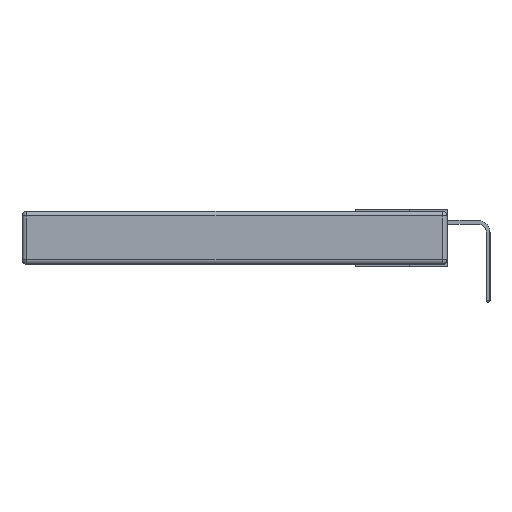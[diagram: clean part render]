
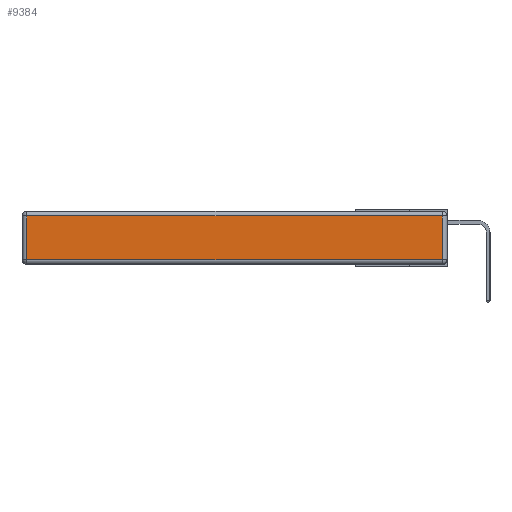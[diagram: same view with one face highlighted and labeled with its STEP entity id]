
A CAD part, left-side view. The second image highlights one B-rep face of the part: STEP entity #9384.
In plain terms, the highlighted planar face has unit normal (-1, 0, 0).
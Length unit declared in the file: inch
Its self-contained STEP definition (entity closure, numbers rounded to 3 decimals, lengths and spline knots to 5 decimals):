
#300 = VERTEX_POINT ( 'NONE', #17976 ) ;
#876 = CARTESIAN_POINT ( 'NONE',  ( 0., 2.75, -0.03 ) ) ;
#1252 = DIRECTION ( 'NONE',  ( 0., -1., 0. ) ) ;
#2471 = CARTESIAN_POINT ( 'NONE',  ( 0., 2.72, -0.343 ) ) ;
#2565 = CARTESIAN_POINT ( 'NONE',  ( 0., 0.03, -0.313 ) ) ;
#2710 = DIRECTION ( 'NONE',  ( 0., 0., 1. ) ) ;
#3280 = DIRECTION ( 'NONE',  ( 0., 1., 0. ) ) ;
#4092 = VECTOR ( 'NONE', #1252, 39.37008 ) ;
#4978 = PLANE ( 'NONE',  #5280 ) ;
#5280 = AXIS2_PLACEMENT_3D ( 'NONE', #12495, #22704, #2710 ) ;
#5721 = EDGE_CURVE ( 'NONE', #26582, #26607, #8516, .T. ) ;
#5846 = CARTESIAN_POINT ( 'NONE',  ( 0., 0., -0.313 ) ) ;
#6938 = CARTESIAN_POINT ( 'NONE',  ( 0., 0.03, -0.343 ) ) ;
#7053 = LINE ( 'NONE', #6938, #14839 ) ;
#8516 = LINE ( 'NONE', #876, #30706 ) ;
#9009 = VERTEX_POINT ( 'NONE', #2565 ) ;
#9384 = ADVANCED_FACE ( 'NONE', ( #20317 ), #4978, .T. ) ;
#9992 = DIRECTION ( 'NONE',  ( 0., 0., -1. ) ) ;
#10362 = CARTESIAN_POINT ( 'NONE',  ( 0., 2.72, -0.03 ) ) ;
#11926 = EDGE_LOOP ( 'NONE', ( #19414, #28780, #26613, #14372 ) ) ;
#12495 = CARTESIAN_POINT ( 'NONE',  ( 0., 0., -0.343 ) ) ;
#14372 = ORIENTED_EDGE ( 'NONE', *, *, #26101, .T. ) ;
#14839 = VECTOR ( 'NONE', #27021, 39.37008 ) ;
#16077 = LINE ( 'NONE', #2471, #19154 ) ;
#17976 = CARTESIAN_POINT ( 'NONE',  ( 0., 2.72, -0.313 ) ) ;
#18161 = EDGE_CURVE ( 'NONE', #9009, #26582, #7053, .T. ) ;
#18795 = EDGE_CURVE ( 'NONE', #300, #9009, #23931, .T. ) ;
#19154 = VECTOR ( 'NONE', #9992, 39.37008 ) ;
#19414 = ORIENTED_EDGE ( 'NONE', *, *, #18795, .T. ) ;
#20317 = FACE_OUTER_BOUND ( 'NONE', #11926, .T. ) ;
#22174 = CARTESIAN_POINT ( 'NONE',  ( 0., 0.03, -0.03 ) ) ;
#22704 = DIRECTION ( 'NONE',  ( -1., 0., 0. ) ) ;
#23931 = LINE ( 'NONE', #5846, #4092 ) ;
#26101 = EDGE_CURVE ( 'NONE', #26607, #300, #16077, .T. ) ;
#26582 = VERTEX_POINT ( 'NONE', #22174 ) ;
#26607 = VERTEX_POINT ( 'NONE', #10362 ) ;
#26613 = ORIENTED_EDGE ( 'NONE', *, *, #5721, .T. ) ;
#27021 = DIRECTION ( 'NONE',  ( 0., 0., 1. ) ) ;
#28780 = ORIENTED_EDGE ( 'NONE', *, *, #18161, .T. ) ;
#30706 = VECTOR ( 'NONE', #3280, 39.37008 ) ;
